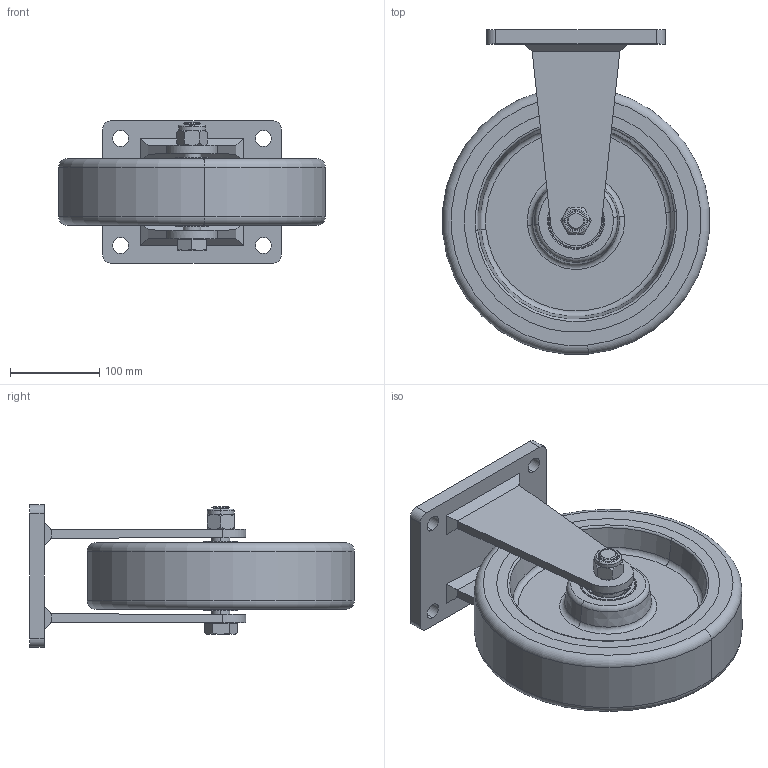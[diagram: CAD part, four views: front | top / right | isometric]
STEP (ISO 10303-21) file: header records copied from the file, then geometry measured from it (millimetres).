
FILE_DESCRIPTION (( 'STEP AP203' ), '1' );
FILE_NAME ('R12905.STEP', '2020-02-24T21:30:46', ( '' ), ( '' ), 'SwSTEP 2.0', 'SolidWorks 2013', '' );
FILE_SCHEMA (( 'CONFIG_CONTROL_DESIGN' ));
Products named in the file (1): R12905
Bounding box: 299.02 x 363.51 x 160 mm (x, y, z)
Volume: 4146010.6 mm3; surface area: 603056.4 mm2
Topology: 11 solids, 11 shells, 710 faces, 2116 edges, 1386 vertices
Faces by surface type: sphere 224, plane 140, torus 134, cylinder 124, cone 88
Entity records: 34098 total; most frequent: CARTESIAN_POINT 15338, ORIENTED_EDGE 4232, DIRECTION 3770, EDGE_CURVE 2116, AXIS2_PLACEMENT_3D 1745, VERTEX_POINT 1386, CIRCLE 1034, EDGE_LOOP 806
